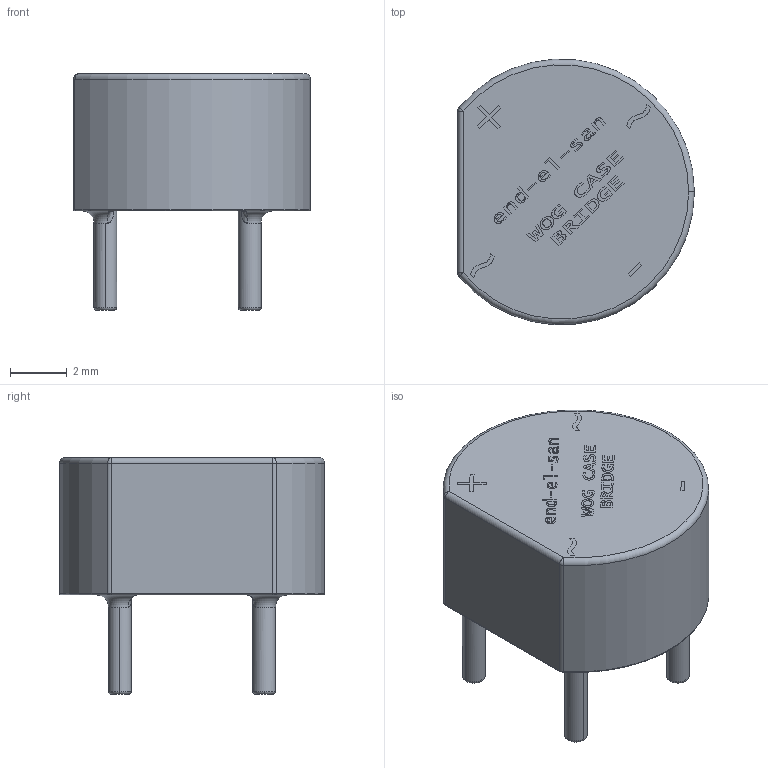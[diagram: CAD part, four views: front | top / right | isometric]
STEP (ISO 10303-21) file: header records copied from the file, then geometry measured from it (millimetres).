
FILE_DESCRIPTION (( 'STEP AP214' ), '1' );
FILE_NAME ('User Library-WOG.STEP', '2017-05-20T06:19:27', ( 'Windows User' ), ( '' ), 'SwSTEP 2.0', 'SolidWorks 2017', '' );
FILE_SCHEMA (( 'AUTOMOTIVE_DESIGN' ));
Length unit declared in the file: millimetre
Products named in the file (1): User Library-WOG
Bounding box: 8.33 x 9.33 x 8.33 mm (x, y, z)
Volume: 297.9 mm3; surface area: 306.7 mm2
Topology: 1 solids, 1 shells, 112 faces, 494 edges, 422 vertices
Faces by surface type: plane 45, torus 34, bspline 16, cylinder 15, sphere 2
Entity records: 9037 total; most frequent: CARTESIAN_POINT 3799, ORIENTED_EDGE 988, DIRECTION 641, EDGE_CURVE 494, VERTEX_POINT 422, AXIS2_PLACEMENT_3D 220, VECTOR 201, LINE 201
